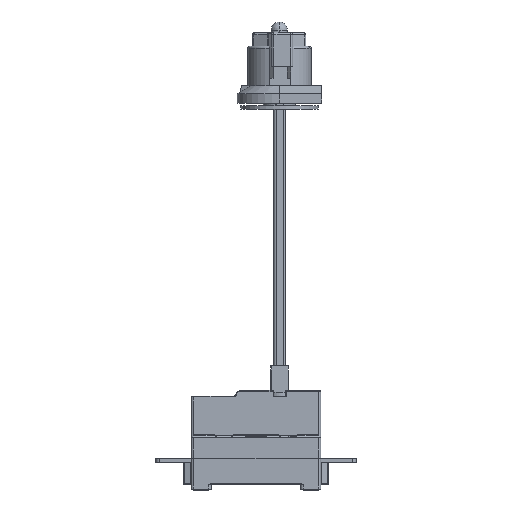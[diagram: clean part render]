
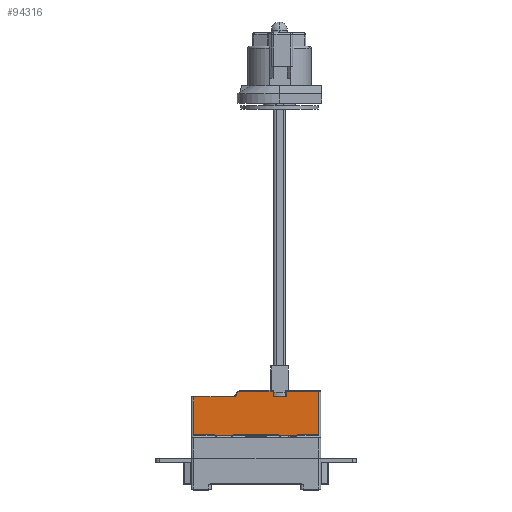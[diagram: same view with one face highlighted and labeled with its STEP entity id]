
A CAD part, top view. The second image highlights one B-rep face of the part: STEP entity #94316.
In plain terms, the highlighted face is planar.
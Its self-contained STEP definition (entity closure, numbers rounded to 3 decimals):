
#77342=DIRECTION('',(0.,0.,-1.));
#77343=VECTOR('',#77342,106.);
#77344=CARTESIAN_POINT('',(37.5,0.2,53.));
#77345=LINE('',#77344,#77343);
#78481=DIRECTION('',(0.,1.,0.));
#78482=VECTOR('',#78481,5.);
#78483=CARTESIAN_POINT('',(37.5,34.5,-14.5));
#78484=LINE('',#78483,#78482);
#78485=CARTESIAN_POINT('',(37.5,34.5,-14.5));
#78498=DIRECTION('',(0.,0.,1.));
#78499=VECTOR('',#78498,11.);
#78500=CARTESIAN_POINT('',(37.5,34.5,-25.5));
#78501=LINE('',#78500,#78499);
#78502=CARTESIAN_POINT('',(37.5,34.5,-25.5));
#78515=DIRECTION('',(0.,-1.,0.));
#78516=VECTOR('',#78515,5.);
#78517=CARTESIAN_POINT('',(37.5,39.5,-25.5));
#78518=LINE('',#78517,#78516);
#80308=DIRECTION('',(0.,0.,1.));
#80309=VECTOR('',#80308,33.084);
#80310=CARTESIAN_POINT('',(37.5,34.5,19.916));
#80311=LINE('',#80310,#80309);
#80422=DIRECTION('',(0.,1.,0.));
#80423=VECTOR('',#80422,39.3);
#80424=CARTESIAN_POINT('',(37.5,0.2,-53.));
#80425=LINE('',#80424,#80423);
#80430=CARTESIAN_POINT('',(37.5,38.,19.916));
#80431=DIRECTION('',(1.,0.,0.));
#80432=DIRECTION('',(0.,-1.,0.));
#80433=AXIS2_PLACEMENT_3D('',#80430,#80431,#80432);
#80435=CARTESIAN_POINT('',(37.5,35.,12.5));
#80436=DIRECTION('',(-1.,0.,0.));
#80437=DIRECTION('',(0.,0.375,0.927));
#80438=AXIS2_PLACEMENT_3D('',#80435,#80436,#80437);
#80444=DIRECTION('',(0.,-1.,0.));
#80445=VECTOR('',#80444,34.3);
#80446=CARTESIAN_POINT('',(37.5,34.5,53.));
#80447=LINE('',#80446,#80445);
#80452=DIRECTION('',(0.,0.,1.));
#80453=VECTOR('',#80452,27.);
#80454=CARTESIAN_POINT('',(37.5,39.5,-14.5));
#80455=LINE('',#80454,#80453);
#80460=DIRECTION('',(0.,0.,1.));
#80461=VECTOR('',#80460,27.5);
#80462=CARTESIAN_POINT('',(37.5,39.5,-53.));
#80463=LINE('',#80462,#80461);
#80939=CARTESIAN_POINT('',(37.5,0.2,53.));
#80940=VERTEX_POINT('',#80939);
#80941=CARTESIAN_POINT('',(37.5,0.2,-53.));
#80942=VERTEX_POINT('',#80941);
#81315=CARTESIAN_POINT('',(37.5,39.5,-14.5));
#81316=VERTEX_POINT('',#81315);
#81317=VERTEX_POINT('',#78485);
#81318=VERTEX_POINT('',#78502);
#81321=CARTESIAN_POINT('',(37.5,39.5,-25.5));
#81322=VERTEX_POINT('',#81321);
#81630=CARTESIAN_POINT('',(37.5,36.688,16.672));
#81631=VERTEX_POINT('',#81630);
#81632=CARTESIAN_POINT('',(37.5,39.5,12.5));
#81633=VERTEX_POINT('',#81632);
#81634=CARTESIAN_POINT('',(37.5,34.5,19.916));
#81635=VERTEX_POINT('',#81634);
#81636=CARTESIAN_POINT('',(37.5,34.5,53.));
#81637=VERTEX_POINT('',#81636);
#81646=CARTESIAN_POINT('',(37.5,39.5,-53.));
#81647=VERTEX_POINT('',#81646);
#94295=CARTESIAN_POINT('',(37.5,40.,-55.));
#94296=DIRECTION('',(-1.,0.,0.));
#94297=DIRECTION('',(0.,0.,1.));
#94298=AXIS2_PLACEMENT_3D('',#94295,#94296,#94297);
#94299=PLANE('',#94298);
#94300=ORIENTED_EDGE('',*,*,#81816,.F.);
#94302=ORIENTED_EDGE('',*,*,#94301,.F.);
#94303=ORIENTED_EDGE('',*,*,#94115,.F.);
#94304=ORIENTED_EDGE('',*,*,#94101,.T.);
#94305=ORIENTED_EDGE('',*,*,#94086,.T.);
#94307=ORIENTED_EDGE('',*,*,#94306,.F.);
#94308=ORIENTED_EDGE('',*,*,#83318,.F.);
#94309=ORIENTED_EDGE('',*,*,#83332,.F.);
#94310=ORIENTED_EDGE('',*,*,#83347,.F.);
#94312=ORIENTED_EDGE('',*,*,#94311,.F.);
#94313=ORIENTED_EDGE('',*,*,#94286,.F.);
#94314=EDGE_LOOP('',(#94300,#94302,#94303,#94304,#94305,#94307,#94308,#94309,
#94310,#94312,#94313));
#94315=FACE_OUTER_BOUND('',#94314,.F.);
#94316=ADVANCED_FACE('',(#94315),#94299,.F.);
#80434=CIRCLE('',#80433,3.5);
#80439=CIRCLE('',#80438,4.5);
#81816=EDGE_CURVE('',#80940,#80942,#77345,.T.);
#83318=EDGE_CURVE('',#81317,#81316,#78484,.T.);
#83332=EDGE_CURVE('',#81318,#81317,#78501,.T.);
#83347=EDGE_CURVE('',#81322,#81318,#78518,.T.);
#94086=EDGE_CURVE('',#81631,#81633,#80439,.T.);
#94101=EDGE_CURVE('',#81635,#81631,#80434,.T.);
#94115=EDGE_CURVE('',#81635,#81637,#80311,.T.);
#94286=EDGE_CURVE('',#80942,#81647,#80425,.T.);
#94301=EDGE_CURVE('',#81637,#80940,#80447,.T.);
#94306=EDGE_CURVE('',#81316,#81633,#80455,.T.);
#94311=EDGE_CURVE('',#81647,#81322,#80463,.T.);
